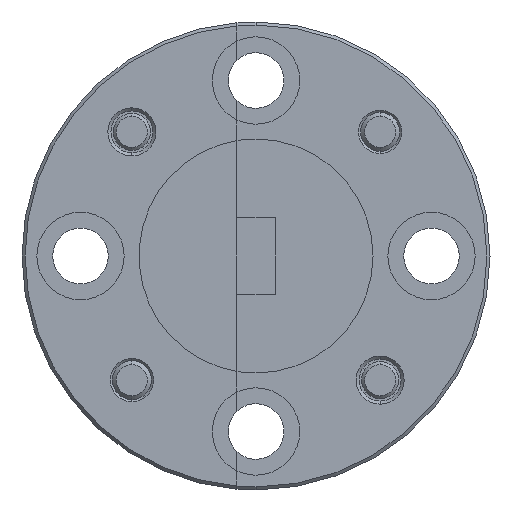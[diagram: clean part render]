
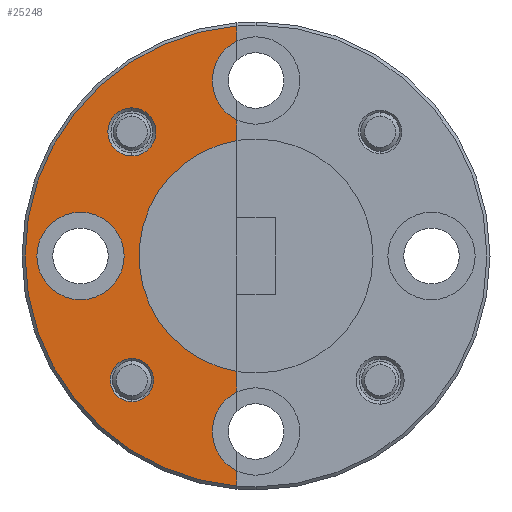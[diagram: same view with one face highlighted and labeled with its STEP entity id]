
A CAD part, left-side view. The second image highlights one B-rep face of the part: STEP entity #25248.
In plain terms, the highlighted planar face has unit normal (-1, 0, 0).
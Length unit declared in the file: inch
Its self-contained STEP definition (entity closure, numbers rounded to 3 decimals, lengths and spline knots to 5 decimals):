
#137 = VERTEX_POINT ( 'NONE', #8085 ) ;
#584 = DIRECTION ( 'NONE',  ( 0., 0., 1. ) ) ;
#1129 = EDGE_CURVE ( 'NONE', #5138, #3349, #28910, .T. ) ;
#1252 = DIRECTION ( 'NONE',  ( 0., 0., 1. ) ) ;
#1343 = AXIS2_PLACEMENT_3D ( 'NONE', #24161, #22128, #28735 ) ;
#1406 = DIRECTION ( 'NONE',  ( 0., 0., 1. ) ) ;
#1541 = CARTESIAN_POINT ( 'NONE',  ( -0.57, 0.16837, 0.16037 ) ) ;
#2651 = EDGE_CURVE ( 'NONE', #25576, #12337, #18924, .T. ) ;
#2704 = EDGE_LOOP ( 'NONE', ( #22076, #28385 ) ) ;
#2876 = CIRCLE ( 'NONE', #13517, 0.1875 ) ;
#3349 = VERTEX_POINT ( 'NONE', #26263 ) ;
#3446 = EDGE_CURVE ( 'NONE', #3349, #5138, #4097, .T. ) ;
#4028 = LINE ( 'NONE', #9614, #25229 ) ;
#4054 = DIRECTION ( 'NONE',  ( -1., 0., 0. ) ) ;
#4097 = CIRCLE ( 'NONE', #8792, 0.03475 ) ;
#4220 = FACE_BOUND ( 'NONE', #12768, .T. ) ;
#4302 = AXIS2_PLACEMENT_3D ( 'NONE', #23844, #14784, #23746 ) ;
#4335 = CARTESIAN_POINT ( 'NONE',  ( -0.57, 0.25075, -0.07 ) ) ;
#4342 = EDGE_CURVE ( 'NONE', #10394, #11818, #25591, .T. ) ;
#4736 = CARTESIAN_POINT ( 'NONE',  ( -0.57, 0.16837, 0.19887 ) ) ;
#5138 = VERTEX_POINT ( 'NONE', #18305 ) ;
#6045 = VECTOR ( 'NONE', #584, 39.37008 ) ;
#6247 = PLANE ( 'NONE',  #1343 ) ;
#6380 = CIRCLE ( 'NONE', #17154, 0.0385 ) ;
#7784 = VECTOR ( 'NONE', #17410, 39.37008 ) ;
#7868 = CARTESIAN_POINT ( 'NONE',  ( -0.57, -0.0305, -0.28125 ) ) ;
#7889 = ORIENTED_EDGE ( 'NONE', *, *, #11317, .F. ) ;
#7989 = CARTESIAN_POINT ( 'NONE',  ( -0.57, 0., 0. ) ) ;
#8085 = CARTESIAN_POINT ( 'NONE',  ( -0.57, 0., 0.185 ) ) ;
#8177 = EDGE_LOOP ( 'NONE', ( #17259, #13081, #10579, #15324, #8565, #29245, #19420, #24973 ) ) ;
#8565 = ORIENTED_EDGE ( 'NONE', *, *, #20445, .T. ) ;
#8640 = AXIS2_PLACEMENT_3D ( 'NONE', #17135, #12575, #12671 ) ;
#8792 = AXIS2_PLACEMENT_3D ( 'NONE', #26749, #22163, #26461 ) ;
#9244 = AXIS2_PLACEMENT_3D ( 'NONE', #27576, #22955, #16518 ) ;
#9494 = CARTESIAN_POINT ( 'NONE',  ( -0.57, 0., 0.34426 ) ) ;
#9614 = CARTESIAN_POINT ( 'NONE',  ( -0.57, 0., 0. ) ) ;
#9635 = VERTEX_POINT ( 'NONE', #19256 ) ;
#10133 = DIRECTION ( 'NONE',  ( 0., 0., 1. ) ) ;
#10370 = CARTESIAN_POINT ( 'NONE',  ( -0.57, 0.25075, 0. ) ) ;
#10394 = VERTEX_POINT ( 'NONE', #14040 ) ;
#10553 = ORIENTED_EDGE ( 'NONE', *, *, #21639, .F. ) ;
#10579 = ORIENTED_EDGE ( 'NONE', *, *, #29217, .T. ) ;
#11317 = EDGE_CURVE ( 'NONE', #14672, #20070, #6380, .T. ) ;
#11469 = EDGE_CURVE ( 'NONE', #25576, #10394, #21605, .T. ) ;
#11480 = DIRECTION ( 'NONE',  ( -1., 0., 0. ) ) ;
#11818 = VERTEX_POINT ( 'NONE', #11931 ) ;
#11931 = CARTESIAN_POINT ( 'NONE',  ( -0.57, 0., -0.36874 ) ) ;
#12002 = DIRECTION ( 'NONE',  ( 0., 0., 1. ) ) ;
#12337 = VERTEX_POINT ( 'NONE', #15705 ) ;
#12539 = DIRECTION ( 'NONE',  ( -1., 0., 0. ) ) ;
#12575 = DIRECTION ( 'NONE',  ( -1., 0., 0. ) ) ;
#12671 = DIRECTION ( 'NONE',  ( 0., 0., 1. ) ) ;
#12768 = EDGE_LOOP ( 'NONE', ( #27952, #21920 ) ) ;
#12820 = LINE ( 'NONE', #14162, #6045 ) ;
#13081 = ORIENTED_EDGE ( 'NONE', *, *, #4342, .T. ) ;
#13127 = CIRCLE ( 'NONE', #24458, 0.0385 ) ;
#13517 = AXIS2_PLACEMENT_3D ( 'NONE', #15635, #29371, #20260 ) ;
#13953 = DIRECTION ( 'NONE',  ( 0., 0., 1. ) ) ;
#14040 = CARTESIAN_POINT ( 'NONE',  ( -0.57, 0., 0.36874 ) ) ;
#14162 = CARTESIAN_POINT ( 'NONE',  ( -0.57, 0., 0. ) ) ;
#14672 = VERTEX_POINT ( 'NONE', #24741 ) ;
#14784 = DIRECTION ( 'NONE',  ( -1., 0., 0. ) ) ;
#14846 = FACE_BOUND ( 'NONE', #2704, .T. ) ;
#15324 = ORIENTED_EDGE ( 'NONE', *, *, #21534, .F. ) ;
#15348 = VECTOR ( 'NONE', #1406, 39.37008 ) ;
#15408 = AXIS2_PLACEMENT_3D ( 'NONE', #7868, #12539, #10133 ) ;
#15635 = CARTESIAN_POINT ( 'NONE',  ( -0.57, -0.0305, 0. ) ) ;
#15705 = CARTESIAN_POINT ( 'NONE',  ( -0.57, 0., 0.21824 ) ) ;
#16518 = DIRECTION ( 'NONE',  ( 0., 0., 1. ) ) ;
#16617 = CIRCLE ( 'NONE', #23160, 0.07 ) ;
#16655 = AXIS2_PLACEMENT_3D ( 'NONE', #23550, #21704, #28416 ) ;
#17135 = CARTESIAN_POINT ( 'NONE',  ( -0.57, 0.25075, 0. ) ) ;
#17154 = AXIS2_PLACEMENT_3D ( 'NONE', #4736, #11480, #13953 ) ;
#17259 = ORIENTED_EDGE ( 'NONE', *, *, #11469, .T. ) ;
#17410 = DIRECTION ( 'NONE',  ( 0., 0., 1. ) ) ;
#17702 = EDGE_CURVE ( 'NONE', #27582, #21305, #27770, .T. ) ;
#18305 = CARTESIAN_POINT ( 'NONE',  ( -0.57, 0.16837, -0.23362 ) ) ;
#18859 = LINE ( 'NONE', #21489, #15348 ) ;
#18924 = CIRCLE ( 'NONE', #4302, 0.07 ) ;
#19256 = CARTESIAN_POINT ( 'NONE',  ( -0.57, 0., -0.34426 ) ) ;
#19338 = CARTESIAN_POINT ( 'NONE',  ( -0.57, 0., -0.185 ) ) ;
#19420 = ORIENTED_EDGE ( 'NONE', *, *, #23217, .T. ) ;
#19650 = DIRECTION ( 'NONE',  ( -1., 0., 0. ) ) ;
#19881 = DIRECTION ( 'NONE',  ( 0., 0., 1. ) ) ;
#20070 = VERTEX_POINT ( 'NONE', #1541 ) ;
#20260 = DIRECTION ( 'NONE',  ( 0., 0., 1. ) ) ;
#20445 = EDGE_CURVE ( 'NONE', #24053, #25161, #18859, .T. ) ;
#21305 = VERTEX_POINT ( 'NONE', #4335 ) ;
#21489 = CARTESIAN_POINT ( 'NONE',  ( -0.57, 0., 0. ) ) ;
#21534 = EDGE_CURVE ( 'NONE', #24053, #9635, #25139, .T. ) ;
#21605 = LINE ( 'NONE', #7989, #7784 ) ;
#21639 = EDGE_CURVE ( 'NONE', #20070, #14672, #13127, .T. ) ;
#21704 = DIRECTION ( 'NONE',  ( -1., 0., 0. ) ) ;
#21920 = ORIENTED_EDGE ( 'NONE', *, *, #22349, .F. ) ;
#22076 = ORIENTED_EDGE ( 'NONE', *, *, #3446, .F. ) ;
#22128 = DIRECTION ( 'NONE',  ( -1., 0., 0. ) ) ;
#22163 = DIRECTION ( 'NONE',  ( -1., 0., 0. ) ) ;
#22286 = FACE_OUTER_BOUND ( 'NONE', #8177, .T. ) ;
#22349 = EDGE_CURVE ( 'NONE', #21305, #27582, #16617, .T. ) ;
#22955 = DIRECTION ( 'NONE',  ( -1., 0., 0. ) ) ;
#23160 = AXIS2_PLACEMENT_3D ( 'NONE', #10370, #4054, #19881 ) ;
#23217 = EDGE_CURVE ( 'NONE', #137, #12337, #12820, .T. ) ;
#23468 = EDGE_CURVE ( 'NONE', #137, #25161, #2876, .T. ) ;
#23550 = CARTESIAN_POINT ( 'NONE',  ( -0.57, -0.0305, 0. ) ) ;
#23746 = DIRECTION ( 'NONE',  ( 0., 0., 1. ) ) ;
#23844 = CARTESIAN_POINT ( 'NONE',  ( -0.57, -0.0305, 0.28125 ) ) ;
#23983 = CARTESIAN_POINT ( 'NONE',  ( -0.57, 0.16837, 0.19887 ) ) ;
#24053 = VERTEX_POINT ( 'NONE', #27419 ) ;
#24161 = CARTESIAN_POINT ( 'NONE',  ( -0.57, -0.0305, 0. ) ) ;
#24458 = AXIS2_PLACEMENT_3D ( 'NONE', #23983, #19650, #1252 ) ;
#24654 = EDGE_LOOP ( 'NONE', ( #7889, #10553 ) ) ;
#24741 = CARTESIAN_POINT ( 'NONE',  ( -0.57, 0.16837, 0.23737 ) ) ;
#24959 = CARTESIAN_POINT ( 'NONE',  ( -0.57, 0.25075, 0.07 ) ) ;
#24973 = ORIENTED_EDGE ( 'NONE', *, *, #2651, .F. ) ;
#25139 = CIRCLE ( 'NONE', #15408, 0.07 ) ;
#25161 = VERTEX_POINT ( 'NONE', #19338 ) ;
#25229 = VECTOR ( 'NONE', #12002, 39.37008 ) ;
#25248 = ADVANCED_FACE ( 'NONE', ( #22286, #4220, #26484, #14846 ), #6247, .T. ) ;
#25576 = VERTEX_POINT ( 'NONE', #9494 ) ;
#25591 = CIRCLE ( 'NONE', #16655, 0.37 ) ;
#26263 = CARTESIAN_POINT ( 'NONE',  ( -0.57, 0.16837, -0.16412 ) ) ;
#26461 = DIRECTION ( 'NONE',  ( 0., 0., 1. ) ) ;
#26484 = FACE_BOUND ( 'NONE', #24654, .T. ) ;
#26749 = CARTESIAN_POINT ( 'NONE',  ( -0.57, 0.16837, -0.19887 ) ) ;
#27419 = CARTESIAN_POINT ( 'NONE',  ( -0.57, 0., -0.21824 ) ) ;
#27576 = CARTESIAN_POINT ( 'NONE',  ( -0.57, 0.16837, -0.19887 ) ) ;
#27582 = VERTEX_POINT ( 'NONE', #24959 ) ;
#27770 = CIRCLE ( 'NONE', #8640, 0.07 ) ;
#27952 = ORIENTED_EDGE ( 'NONE', *, *, #17702, .F. ) ;
#28385 = ORIENTED_EDGE ( 'NONE', *, *, #1129, .F. ) ;
#28416 = DIRECTION ( 'NONE',  ( 0., 0., 1. ) ) ;
#28735 = DIRECTION ( 'NONE',  ( 0., 0., 1. ) ) ;
#28910 = CIRCLE ( 'NONE', #9244, 0.03475 ) ;
#29217 = EDGE_CURVE ( 'NONE', #11818, #9635, #4028, .T. ) ;
#29245 = ORIENTED_EDGE ( 'NONE', *, *, #23468, .F. ) ;
#29371 = DIRECTION ( 'NONE',  ( -1., 0., 0. ) ) ;
